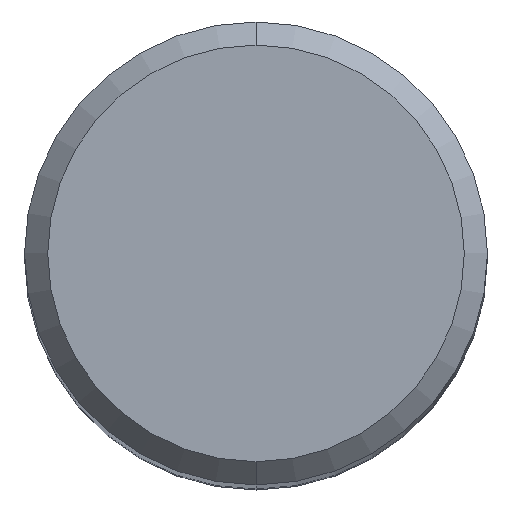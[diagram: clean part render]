
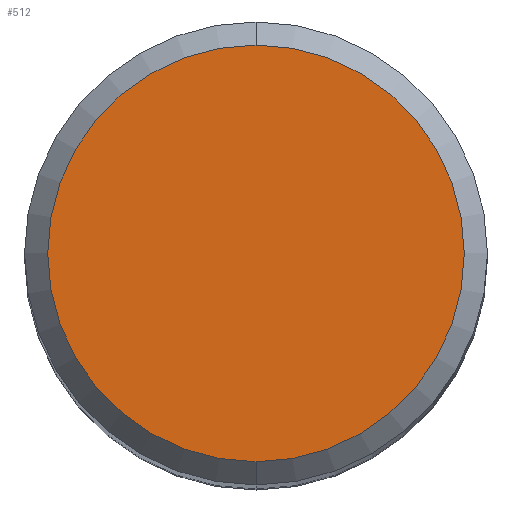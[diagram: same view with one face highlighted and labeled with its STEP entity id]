
A CAD part, top view. The second image highlights one B-rep face of the part: STEP entity #512.
In plain terms, the highlighted planar face has unit normal (0, 0, 1).
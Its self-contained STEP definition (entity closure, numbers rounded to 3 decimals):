
#214=VERTEX_POINT('',#580);
#308=EDGE_CURVE('',#524,#214,#682,.T.);
#370=EDGE_CURVE('',#214,#524,#748,.T.);
#512=ADVANCED_FACE('',(#914),#915,.T.);
#524=VERTEX_POINT('',#927);
#580=CARTESIAN_POINT('',(0.0,4.5,0.0));
#682=CIRCLE('',#1176,4.5);
#748=CIRCLE('',#1319,4.5);
#914=FACE_OUTER_BOUND('',#1615,.T.);
#915=PLANE('',#1616);
#927=CARTESIAN_POINT('',(0.,-4.5,0.0));
#1176=AXIS2_PLACEMENT_3D('',#1843,#1844,#1845);
#1319=AXIS2_PLACEMENT_3D('',#1904,#1905,#1906);
#1615=EDGE_LOOP('',(#2119,#2120));
#1616=AXIS2_PLACEMENT_3D('',#2121,#2122,#2123);
#1843=CARTESIAN_POINT('',(0.0,0.0,0.0));
#1844=DIRECTION('',(0.0,0.0,-1.0));
#1845=DIRECTION('',(0.0,1.0,0.0));
#1904=CARTESIAN_POINT('',(0.0,0.0,0.0));
#1905=DIRECTION('',(0.0,0.0,-1.0));
#1906=DIRECTION('',(0.0,1.0,0.0));
#2119=ORIENTED_EDGE('',*,*,#370,.F.);
#2120=ORIENTED_EDGE('',*,*,#308,.F.);
#2121=CARTESIAN_POINT('',(0.0,2.25,0.0));
#2122=DIRECTION('',(-0.0,0.0,1.0));
#2123=DIRECTION('',(0.0,-1.0,0.0));
